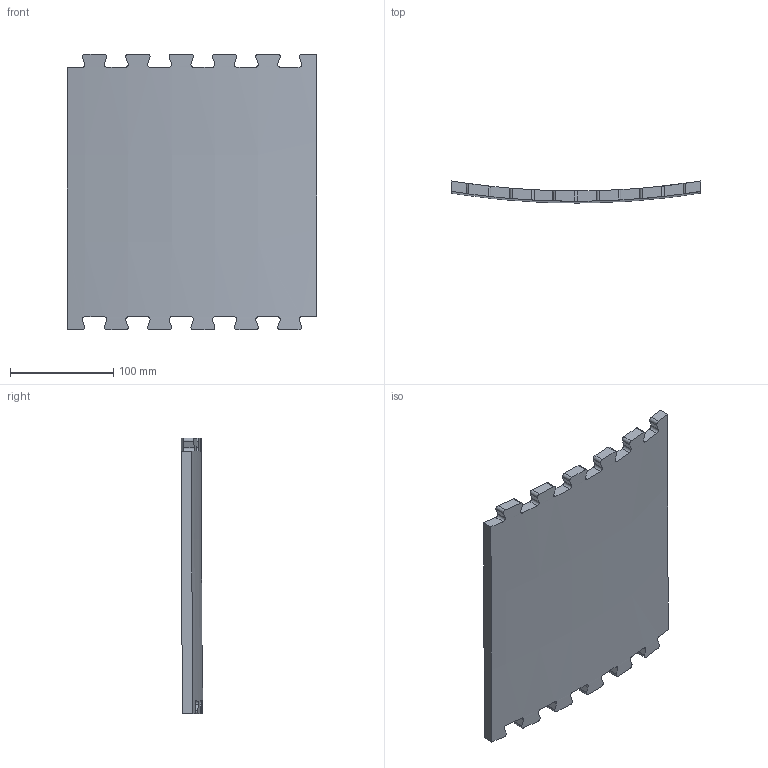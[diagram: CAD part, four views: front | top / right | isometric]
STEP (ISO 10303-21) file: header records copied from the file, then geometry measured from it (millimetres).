
FILE_DESCRIPTION(/* description */ (''),/* implementation_level */ '2;1');
FILE_NAME(/* name */ 'rear bridge.stp',/* time_stamp */ '2024-08-09T01:58:13-07:00',/* author */ ('devan'),/* organization */ (''),/* preprocessor_version */ 'ST-DEVELOPER v20',/* originating_system */ 'Autodesk Inventor 2024',/* authorisation */ '');
FILE_SCHEMA (('AUTOMOTIVE_DESIGN { 1 0 10303 214 3 1 1 }'));
Length unit declared in the file: inch
Products named in the file (1): 36
Bounding box: 241.3 x 20.86 x 266.7 mm (x, y, z)
Volume: 612912.2 mm3; surface area: 135941.1 mm2
Topology: 1 solids, 1 shells, 94 faces, 276 edges, 184 vertices
Faces by surface type: plane 48, cylinder 44, torus 2
Entity records: 4193 total; most frequent: CARTESIAN_POINT 1999, ORIENTED_EDGE 552, DIRECTION 290, EDGE_CURVE 276, VERTEX_POINT 184, B_SPLINE_CURVE_WITH_KNOTS 180, AXIS2_PLACEMENT_3D 99, FACE_OUTER_BOUND 94
